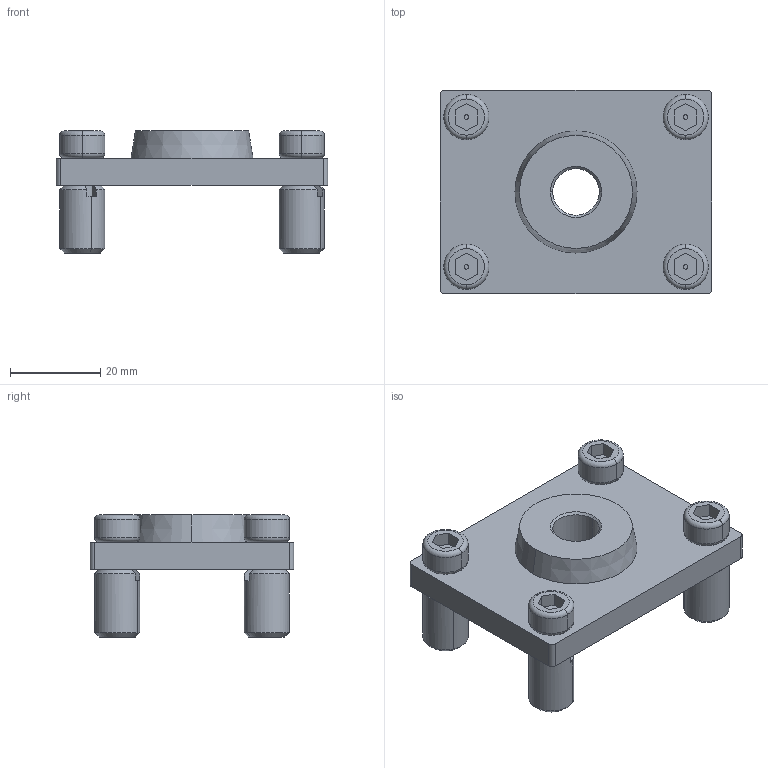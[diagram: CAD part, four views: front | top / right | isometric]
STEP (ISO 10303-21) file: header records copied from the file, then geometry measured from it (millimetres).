
FILE_DESCRIPTION (( 'STEP AP214' ), '1' );
FILE_NAME ('A333 Àäàïòåð 45õ60 (Àëþì) äëÿ îïîðû Ì12.STEP', '2019-05-24T12:22:41', ( 'Windows User' ), ( '' ), 'SwSTEP 2.0', 'SolidWorks 2018', '' );
FILE_SCHEMA (( 'AUTOMOTIVE_DESIGN' ));
Length unit declared in the file: millimetre
Products named in the file (4): A333 Àäàïòåð 45õ60 (Àëþì) äëÿ îïîðû Ì12, Âòóëêà_00; A333 Àäàïòåð 45õ60 (Àëþì) äëÿ îïîðû Ì12, Âèíò(1)_00; A333 Àäàïòåð 45õ60 (Àëþì) äëÿ îïîðû Ì12_00; A333 Àäàïòåð 45õ60 (Àëþì) äëÿ îïîðû Ì12
Assembly tree (9 placements, depth 2):
  A333 Àäàïòåð 45õ60 (Àëþì) äëÿ îïîðû Ì12
    A333 Àäàïòåð 45õ60 (Àëþì) äëÿ îïîðû Ì12_00
    A333 Àäàïòåð 45õ60 (Àëþì) äëÿ îïîðû Ì12, Âèíò(1)_00  x4
    A333 Àäàïòåð 45õ60 (Àëþì) äëÿ îïîðû Ì12, Âòóëêà_00  x4
Bounding box: 60 x 45 x 27 mm (x, y, z)
Volume: 24346.7 mm3; surface area: 13658.3 mm2
Topology: 9 solids, 9 shells, 221 faces, 520 edges, 332 vertices
Faces by surface type: plane 93, cylinder 66, cone 46, torus 16
Entity records: 2898 total; most frequent: DIRECTION 508, CARTESIAN_POINT 467, ORIENTED_EDGE 416, EDGE_CURVE 208, AXIS2_PLACEMENT_3D 207, VERTEX_POINT 134, EDGE_LOOP 110, CIRCLE 106
